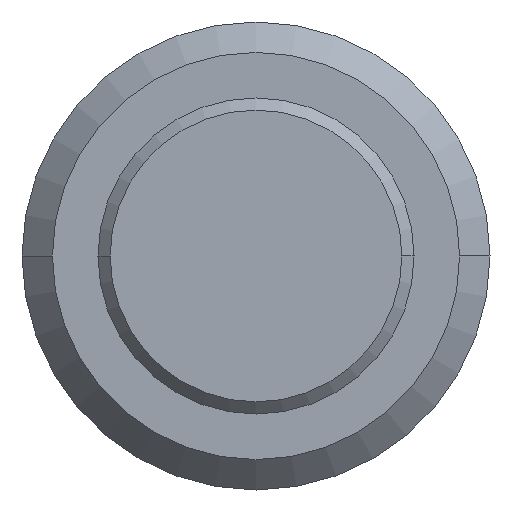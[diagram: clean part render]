
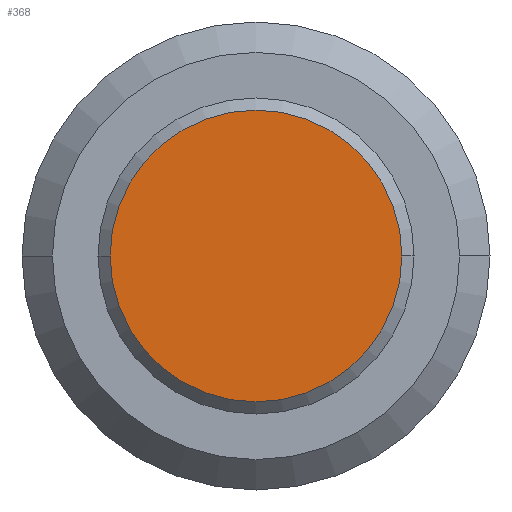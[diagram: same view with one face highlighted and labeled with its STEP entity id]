
A CAD part, front view. The second image highlights one B-rep face of the part: STEP entity #368.
In plain terms, the highlighted planar face has unit normal (0, -1, 0).
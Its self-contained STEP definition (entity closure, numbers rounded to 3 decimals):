
#36 = DIRECTION ( 'NONE',  ( -1., 0., 0. ) ) ;
#37 = DIRECTION ( 'NONE',  ( 0., 1., 0. ) ) ;
#39 = PLANE ( 'NONE',  #161 ) ;
#44 = CARTESIAN_POINT ( 'NONE',  ( 0., 0., 0. ) ) ;
#88 = CARTESIAN_POINT ( 'NONE',  ( 12., 0., 0. ) ) ;
#92 = CARTESIAN_POINT ( 'NONE',  ( -12., 0., 0. ) ) ;
#108 = DIRECTION ( 'NONE',  ( -1., 0., 0. ) ) ;
#109 = DIRECTION ( 'NONE',  ( 0., 1., 0. ) ) ;
#110 = CARTESIAN_POINT ( 'NONE',  ( 0., 0., 0. ) ) ;
#116 = DIRECTION ( 'NONE',  ( -1., 0., 0. ) ) ;
#117 = DIRECTION ( 'NONE',  ( 0., 1., 0. ) ) ;
#118 = CARTESIAN_POINT ( 'NONE',  ( 0., 0., 0. ) ) ;
#161 = AXIS2_PLACEMENT_3D ( 'NONE', #44, #37, #36 ) ;
#179 = AXIS2_PLACEMENT_3D ( 'NONE', #110, #109, #108 ) ;
#180 = AXIS2_PLACEMENT_3D ( 'NONE', #118, #117, #116 ) ;
#211 = EDGE_CURVE ( 'NONE', #327, #334, #247, .T. ) ;
#214 = EDGE_CURVE ( 'NONE', #334, #327, #244, .T. ) ;
#222 = FACE_OUTER_BOUND ( 'NONE', #306, .T. ) ;
#244 = CIRCLE ( 'NONE', #179, 12. ) ;
#247 = CIRCLE ( 'NONE', #180, 12. ) ;
#306 = EDGE_LOOP ( 'NONE', ( #314, #323 ) ) ;
#314 = ORIENTED_EDGE ( 'NONE', *, *, #211, .F. ) ;
#323 = ORIENTED_EDGE ( 'NONE', *, *, #214, .F. ) ;
#327 = VERTEX_POINT ( 'NONE', #92 ) ;
#334 = VERTEX_POINT ( 'NONE', #88 ) ;
#368 = ADVANCED_FACE ( 'NONE', ( #222 ), #39, .F. ) ;
